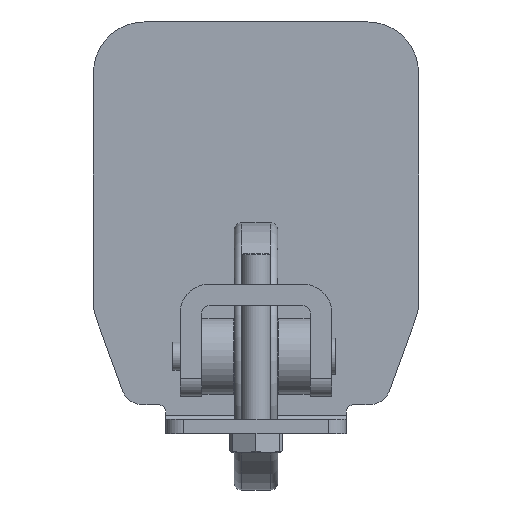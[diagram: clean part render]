
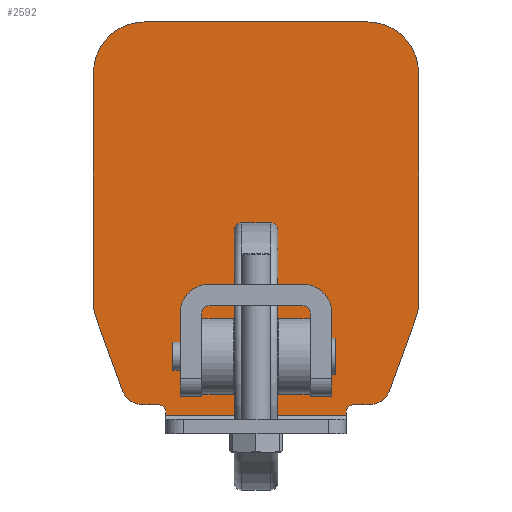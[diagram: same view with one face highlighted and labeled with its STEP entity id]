
A CAD part, front view. The second image highlights one B-rep face of the part: STEP entity #2592.
In plain terms, the highlighted face is planar.
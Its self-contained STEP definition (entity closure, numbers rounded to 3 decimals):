
#247=PLANE('',#3030);
#365=FACE_OUTER_BOUND('',#530,.T.);
#530=EDGE_LOOP('',(#2294,#2295,#2296,#2297,#2298,#2299,#2300,#2301,#2302,
#2303,#2304,#2305,#2306,#2307,#2308,#2309,#2310,#2311));
#632=LINE('',#5104,#774);
#644=LINE('',#5148,#786);
#648=LINE('',#5162,#790);
#655=LINE('',#5180,#797);
#664=LINE('',#5210,#806);
#667=LINE('',#5218,#809);
#670=LINE('',#5229,#812);
#674=LINE('',#5240,#816);
#690=LINE('',#5284,#832);
#691=LINE('',#5286,#833);
#774=VECTOR('',#3536,10.);
#786=VECTOR('',#3574,10.);
#790=VECTOR('',#3588,10.);
#797=VECTOR('',#3603,10.);
#806=VECTOR('',#3632,10.);
#809=VECTOR('',#3641,10.);
#812=VECTOR('',#3654,10.);
#816=VECTOR('',#3668,10.);
#832=VECTOR('',#3720,10.);
#833=VECTOR('',#3723,10.);
#984=CIRCLE('',#2981,2.);
#986=CIRCLE('',#2985,14.);
#994=CIRCLE('',#2996,2.);
#995=CIRCLE('',#2999,10.);
#996=CIRCLE('',#3002,6.);
#997=CIRCLE('',#3004,10.);
#998=CIRCLE('',#3007,6.);
#999=CIRCLE('',#3009,14.);
#1201=VERTEX_POINT('',#5101);
#1202=VERTEX_POINT('',#5103);
#1220=VERTEX_POINT('',#5145);
#1221=VERTEX_POINT('',#5147);
#1224=VERTEX_POINT('',#5155);
#1226=VERTEX_POINT('',#5161);
#1228=VERTEX_POINT('',#5167);
#1229=VERTEX_POINT('',#5168);
#1233=VERTEX_POINT('',#5178);
#1243=VERTEX_POINT('',#5204);
#1244=VERTEX_POINT('',#5208);
#1245=VERTEX_POINT('',#5212);
#1246=VERTEX_POINT('',#5216);
#1247=VERTEX_POINT('',#5222);
#1248=VERTEX_POINT('',#5223);
#1249=VERTEX_POINT('',#5228);
#1250=VERTEX_POINT('',#5234);
#1251=VERTEX_POINT('',#5235);
#1530=EDGE_CURVE('',#1202,#1201,#632,.T.);
#1552=EDGE_CURVE('',#1220,#1221,#644,.T.);
#1556=EDGE_CURVE('',#1221,#1224,#984,.T.);
#1559=EDGE_CURVE('',#1224,#1226,#648,.T.);
#1562=EDGE_CURVE('',#1228,#1229,#986,.T.);
#1568=EDGE_CURVE('',#1233,#1228,#655,.T.);
#1582=EDGE_CURVE('',#1243,#1201,#994,.T.);
#1584=EDGE_CURVE('',#1244,#1243,#664,.T.);
#1585=EDGE_CURVE('',#1245,#1233,#995,.T.);
#1588=EDGE_CURVE('',#1246,#1245,#667,.T.);
#1589=EDGE_CURVE('',#1226,#1246,#996,.T.);
#1590=EDGE_CURVE('',#1247,#1248,#997,.T.);
#1593=EDGE_CURVE('',#1248,#1249,#670,.T.);
#1595=EDGE_CURVE('',#1249,#1244,#998,.T.);
#1596=EDGE_CURVE('',#1250,#1251,#999,.T.);
#1599=EDGE_CURVE('',#1251,#1247,#674,.T.);
#1621=EDGE_CURVE('',#1220,#1202,#690,.T.);
#1622=EDGE_CURVE('',#1229,#1250,#691,.T.);
#2294=ORIENTED_EDGE('',*,*,#1562,.F.);
#2295=ORIENTED_EDGE('',*,*,#1568,.F.);
#2296=ORIENTED_EDGE('',*,*,#1585,.F.);
#2297=ORIENTED_EDGE('',*,*,#1588,.F.);
#2298=ORIENTED_EDGE('',*,*,#1589,.F.);
#2299=ORIENTED_EDGE('',*,*,#1559,.F.);
#2300=ORIENTED_EDGE('',*,*,#1556,.F.);
#2301=ORIENTED_EDGE('',*,*,#1552,.F.);
#2302=ORIENTED_EDGE('',*,*,#1621,.T.);
#2303=ORIENTED_EDGE('',*,*,#1530,.T.);
#2304=ORIENTED_EDGE('',*,*,#1582,.F.);
#2305=ORIENTED_EDGE('',*,*,#1584,.F.);
#2306=ORIENTED_EDGE('',*,*,#1595,.F.);
#2307=ORIENTED_EDGE('',*,*,#1593,.F.);
#2308=ORIENTED_EDGE('',*,*,#1590,.F.);
#2309=ORIENTED_EDGE('',*,*,#1599,.F.);
#2310=ORIENTED_EDGE('',*,*,#1596,.F.);
#2311=ORIENTED_EDGE('',*,*,#1622,.F.);
#2592=ADVANCED_FACE('',(#365),#247,.T.);
#2981=AXIS2_PLACEMENT_3D('',#5156,#3581,#3582);
#2985=AXIS2_PLACEMENT_3D('',#5169,#3593,#3594);
#2996=AXIS2_PLACEMENT_3D('',#5206,#3627,#3628);
#2999=AXIS2_PLACEMENT_3D('',#5213,#3635,#3636);
#3002=AXIS2_PLACEMENT_3D('',#5220,#3644,#3645);
#3004=AXIS2_PLACEMENT_3D('',#5224,#3648,#3649);
#3007=AXIS2_PLACEMENT_3D('',#5232,#3658,#3659);
#3009=AXIS2_PLACEMENT_3D('',#5236,#3662,#3663);
#3030=AXIS2_PLACEMENT_3D('',#5287,#3724,#3725);
#3536=DIRECTION('',(0.,0.,1.));
#3574=DIRECTION('',(0.,0.,1.));
#3581=DIRECTION('center_axis',(1.,0.,0.));
#3582=DIRECTION('ref_axis',(0.,0.707,0.707));
#3588=DIRECTION('',(0.,-1.,0.));
#3593=DIRECTION('center_axis',(-1.,0.,0.));
#3594=DIRECTION('ref_axis',(0.,-0.707,0.707));
#3603=DIRECTION('',(0.,0.,1.));
#3627=DIRECTION('center_axis',(1.,0.,0.));
#3628=DIRECTION('ref_axis',(0.,-0.707,0.707));
#3632=DIRECTION('',(0.,-1.,0.));
#3635=DIRECTION('center_axis',(-1.,0.,0.));
#3636=DIRECTION('ref_axis',(0.,-0.985,-0.174));
#3641=DIRECTION('',(0.,-0.342,0.94));
#3644=DIRECTION('center_axis',(-1.,0.,0.));
#3645=DIRECTION('ref_axis',(0.,-0.574,-0.819));
#3648=DIRECTION('center_axis',(-1.,0.,0.));
#3649=DIRECTION('ref_axis',(0.,0.985,-0.174));
#3654=DIRECTION('',(0.,-0.342,-0.94));
#3658=DIRECTION('center_axis',(-1.,0.,0.));
#3659=DIRECTION('ref_axis',(0.,0.574,-0.819));
#3662=DIRECTION('center_axis',(-1.,0.,0.));
#3663=DIRECTION('ref_axis',(0.,0.707,0.707));
#3668=DIRECTION('',(0.,0.,-1.));
#3720=DIRECTION('',(0.,1.,0.));
#3723=DIRECTION('',(0.,1.,0.));
#3724=DIRECTION('center_axis',(1.,0.,0.));
#3725=DIRECTION('ref_axis',(0.,0.,-1.));
#5101=CARTESIAN_POINT('',(-14.32,25.,4.188));
#5103=CARTESIAN_POINT('',(-14.32,25.,3.188));
#5104=CARTESIAN_POINT('',(-14.32,25.,2.188));
#5145=CARTESIAN_POINT('',(-14.32,-25.,3.188));
#5147=CARTESIAN_POINT('',(-14.32,-25.,4.188));
#5148=CARTESIAN_POINT('',(-14.32,-25.,2.188));
#5155=CARTESIAN_POINT('',(-14.32,-27.,6.188));
#5156=CARTESIAN_POINT('Origin',(-14.32,-27.,4.188));
#5161=CARTESIAN_POINT('',(-14.32,-31.336,6.188));
#5162=CARTESIAN_POINT('',(-14.32,35.537,6.188));
#5167=CARTESIAN_POINT('',(-14.32,-45.,98.188));
#5168=CARTESIAN_POINT('',(-14.32,-31.,112.188));
#5169=CARTESIAN_POINT('Origin',(-14.32,-31.,98.188));
#5178=CARTESIAN_POINT('',(-14.32,-45.,33.952));
#5180=CARTESIAN_POINT('',(-14.32,-45.,32.188));
#5204=CARTESIAN_POINT('',(-14.32,27.,6.188));
#5206=CARTESIAN_POINT('Origin',(-14.32,27.,4.188));
#5208=CARTESIAN_POINT('',(-14.32,31.336,6.188));
#5210=CARTESIAN_POINT('',(-14.32,35.537,6.188));
#5212=CARTESIAN_POINT('',(-14.32,-44.397,30.531));
#5213=CARTESIAN_POINT('Origin',(-14.32,-35.,33.952));
#5216=CARTESIAN_POINT('',(-14.32,-36.974,10.136));
#5218=CARTESIAN_POINT('',(-14.32,-35.537,6.188));
#5220=CARTESIAN_POINT('Origin',(-14.32,-31.336,12.188));
#5222=CARTESIAN_POINT('',(-14.32,45.,33.952));
#5223=CARTESIAN_POINT('',(-14.32,44.397,30.531));
#5224=CARTESIAN_POINT('Origin',(-14.32,35.,33.952));
#5228=CARTESIAN_POINT('',(-14.32,36.974,10.136));
#5229=CARTESIAN_POINT('',(-14.32,45.,32.188));
#5232=CARTESIAN_POINT('Origin',(-14.32,31.336,12.188));
#5234=CARTESIAN_POINT('',(-14.32,31.,112.188));
#5235=CARTESIAN_POINT('',(-14.32,45.,98.188));
#5236=CARTESIAN_POINT('Origin',(-14.32,31.,98.188));
#5240=CARTESIAN_POINT('',(-14.32,45.,112.188));
#5284=CARTESIAN_POINT('',(-14.32,-12.5,3.188));
#5286=CARTESIAN_POINT('',(-14.32,-45.,112.188));
#5287=CARTESIAN_POINT('Origin',(-14.32,-25.,2.188));
